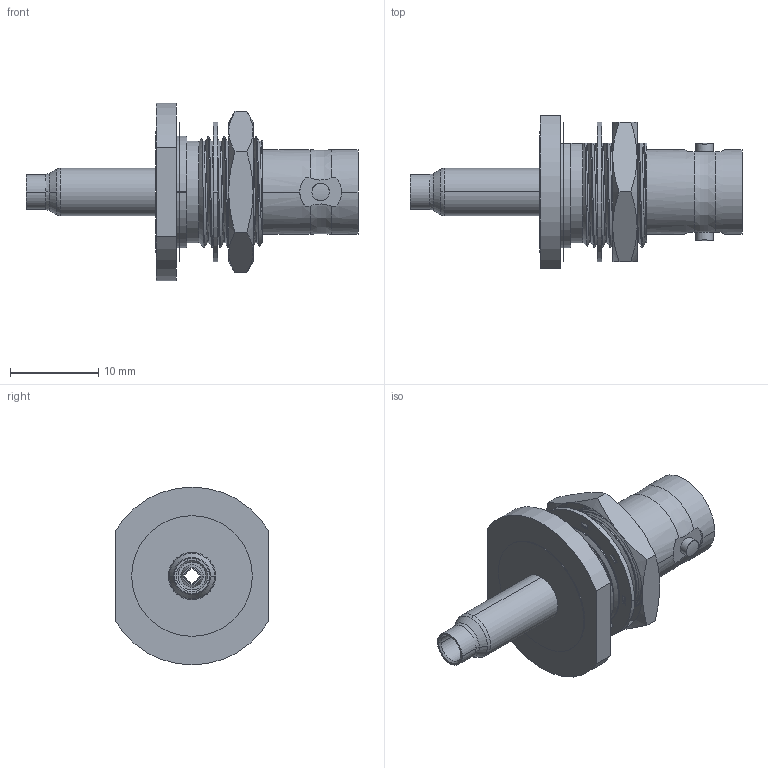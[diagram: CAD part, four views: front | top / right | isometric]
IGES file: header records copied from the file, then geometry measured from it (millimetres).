
Start section:  PTC IGES file: 031-71016.igs
Global section: file name: 031-71016.igs; native system: Pro/ENGINEER by Parametric Technology Corporation; preprocessor: 2010280; author: Arun Prabu; organization: Unknown; date: 20120221.111854; units: millimetre
Bounding box: 37.72 x 17.45 x 20.19 mm (x, y, z)
Surface area: 2672.3 mm2 (no closed solid volume)
Topology: 0 solids, 0 shells, 123 faces, 721 edges, 721 vertices
Faces by surface type: revolution 73, bspline 50
